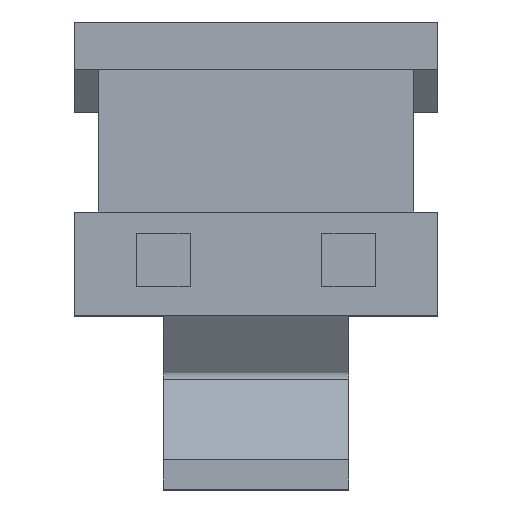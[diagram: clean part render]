
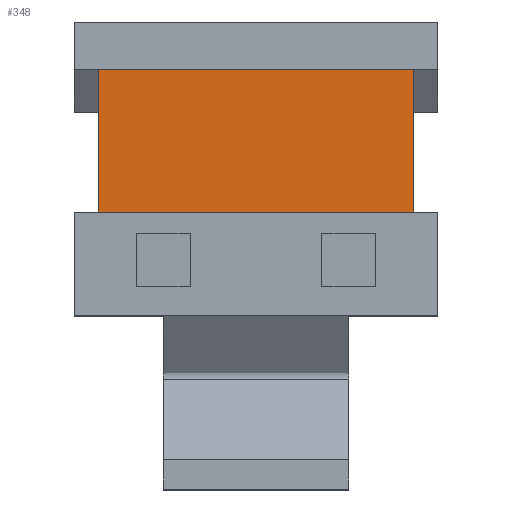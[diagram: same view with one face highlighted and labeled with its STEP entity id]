
A CAD part, top view. The second image highlights one B-rep face of the part: STEP entity #348.
In plain terms, the highlighted planar face has unit normal (0, 0, 1).
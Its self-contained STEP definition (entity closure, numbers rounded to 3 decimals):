
#230=CARTESIAN_POINT('',(3.378,4.089,3.302));
#231=VERTEX_POINT('',#230);
#248=CARTESIAN_POINT('',(-3.378,4.089,3.302));
#249=VERTEX_POINT('',#248);
#256=CARTESIAN_POINT('',(-3.378,4.089,3.302));
#257=DIRECTION('',(1.0,0.0,0.0));
#258=VECTOR('',#257,6.756);
#259=LINE('',#256,#258);
#260=EDGE_CURVE('',#249,#231,#259,.T.);
#301=CARTESIAN_POINT('',(3.378,1.041,3.302));
#302=VERTEX_POINT('',#301);
#309=CARTESIAN_POINT('',(-3.378,1.041,3.302));
#310=VERTEX_POINT('',#309);
#311=CARTESIAN_POINT('',(-3.378,1.041,3.302));
#312=DIRECTION('',(1.0,0.0,0.0));
#313=VECTOR('',#312,6.756);
#314=LINE('',#311,#313);
#315=EDGE_CURVE('',#310,#302,#314,.T.);
#327=CARTESIAN_POINT('',(-3.378,1.041,3.302));
#328=DIRECTION('',(0.0,0.0,1.0));
#329=DIRECTION('',(1.0,0.0,0.0));
#330=AXIS2_PLACEMENT_3D('',#327,#328,#329);
#331=PLANE('',#330);
#332=CARTESIAN_POINT('',(3.378,1.041,3.302));
#333=DIRECTION('',(0.0,1.0,0.0));
#334=VECTOR('',#333,3.048);
#335=LINE('',#332,#334);
#336=EDGE_CURVE('',#302,#231,#335,.T.);
#337=ORIENTED_EDGE('',*,*,#336,.T.);
#338=ORIENTED_EDGE('',*,*,#260,.F.);
#339=CARTESIAN_POINT('',(-3.378,1.041,3.302));
#340=DIRECTION('',(0.0,1.0,0.0));
#341=VECTOR('',#340,3.048);
#342=LINE('',#339,#341);
#343=EDGE_CURVE('',#310,#249,#342,.T.);
#344=ORIENTED_EDGE('',*,*,#343,.F.);
#345=ORIENTED_EDGE('',*,*,#315,.T.);
#346=EDGE_LOOP('',(#337,#338,#344,#345));
#347=FACE_OUTER_BOUND('',#346,.T.);
#348=ADVANCED_FACE('',(#347),#331,.T.);
